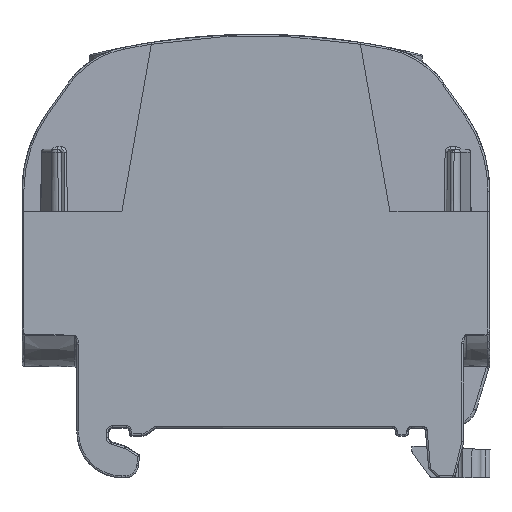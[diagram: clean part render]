
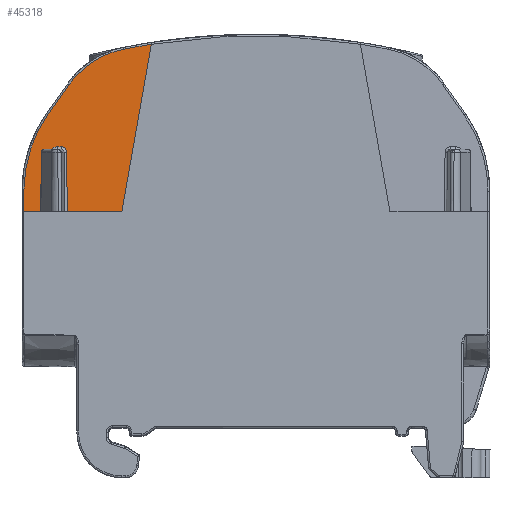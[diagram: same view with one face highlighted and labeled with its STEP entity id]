
A CAD part, left-side view. The second image highlights one B-rep face of the part: STEP entity #45318.
In plain terms, the highlighted planar face has unit normal (-1, 0, 0.004).
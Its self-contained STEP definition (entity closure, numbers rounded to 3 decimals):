
#45186=AXIS2_PLACEMENT_3D('Plane Axis2P3D',#45183,#45184,#45185) ;
#44862=CARTESIAN_POINT('Vertex',(6.959,37.649,48.192)) ;
#44865=CARTESIAN_POINT('Line Origine',(6.926,39.288,38.896)) ;
#44869=CARTESIAN_POINT('Vertex',(6.894,40.927,29.6)) ;
#45183=CARTESIAN_POINT('Axis2P3D Location',(6.894,44.027,29.6)) ;
#45188=CARTESIAN_POINT('Line Origine',(6.905,48.899,32.803)) ;
#45192=CARTESIAN_POINT('Vertex',(6.894,48.927,29.6)) ;
#45194=CARTESIAN_POINT('Vertex',(6.916,48.871,36.006)) ;
#45198=CARTESIAN_POINT('Control Point',(6.916,48.871,36.006)) ;
#45199=CARTESIAN_POINT('Control Point',(6.917,48.87,36.094)) ;
#45200=CARTESIAN_POINT('Control Point',(6.917,48.858,36.181)) ;
#45201=CARTESIAN_POINT('Control Point',(6.917,48.833,36.266)) ;
#45202=CARTESIAN_POINT('Control Point',(6.918,48.761,36.428)) ;
#45203=CARTESIAN_POINT('Control Point',(6.918,48.648,36.564)) ;
#45204=CARTESIAN_POINT('Control Point',(6.919,48.582,36.624)) ;
#45205=CARTESIAN_POINT('Control Point',(6.919,48.447,36.717)) ;
#45206=CARTESIAN_POINT('Control Point',(6.919,48.294,36.773)) ;
#45207=CARTESIAN_POINT('Control Point',(6.919,48.221,36.79)) ;
#45208=CARTESIAN_POINT('Control Point',(6.919,48.146,36.799)) ;
#45209=CARTESIAN_POINT('Control Point',(6.919,48.071,36.799)) ;
#45210=CARTESIAN_POINT('Vertex',(6.919,48.071,36.799)) ;
#45213=CARTESIAN_POINT('Line Origine',(6.919,47.865,36.799)) ;
#45217=CARTESIAN_POINT('Vertex',(6.919,47.658,36.799)) ;
#45221=CARTESIAN_POINT('Control Point',(6.919,47.658,36.799)) ;
#45222=CARTESIAN_POINT('Control Point',(6.919,47.583,36.799)) ;
#45223=CARTESIAN_POINT('Control Point',(6.919,47.508,36.787)) ;
#45224=CARTESIAN_POINT('Control Point',(6.919,47.435,36.764)) ;
#45225=CARTESIAN_POINT('Control Point',(6.919,47.3,36.695)) ;
#45226=CARTESIAN_POINT('Control Point',(6.918,47.192,36.589)) ;
#45227=CARTESIAN_POINT('Control Point',(6.918,47.147,36.527)) ;
#45228=CARTESIAN_POINT('Control Point',(6.918,47.094,36.426)) ;
#45229=CARTESIAN_POINT('Control Point',(6.917,47.067,36.317)) ;
#45230=CARTESIAN_POINT('Control Point',(6.917,47.061,36.279)) ;
#45231=CARTESIAN_POINT('Control Point',(6.917,47.058,36.242)) ;
#45232=CARTESIAN_POINT('Control Point',(6.917,47.057,36.204)) ;
#45233=CARTESIAN_POINT('Vertex',(6.917,47.057,36.204)) ;
#45236=CARTESIAN_POINT('Line Origine',(6.906,47.029,32.902)) ;
#45240=CARTESIAN_POINT('Vertex',(6.894,47.001,29.6)) ;
#45243=CARTESIAN_POINT('Line Origine',(6.894,43.964,29.6)) ;
#45249=CARTESIAN_POINT('Control Point',(6.957,40.737,47.64)) ;
#45250=CARTESIAN_POINT('Control Point',(6.957,40.122,47.763)) ;
#45251=CARTESIAN_POINT('Control Point',(6.958,39.505,47.88)) ;
#45252=CARTESIAN_POINT('Control Point',(6.958,38.888,47.991)) ;
#45253=CARTESIAN_POINT('Control Point',(6.959,38.269,48.095)) ;
#45254=CARTESIAN_POINT('Control Point',(6.959,37.649,48.192)) ;
#45255=CARTESIAN_POINT('Vertex',(6.957,40.737,47.64)) ;
#45259=CARTESIAN_POINT('Control Point',(6.943,46.838,43.652)) ;
#45260=CARTESIAN_POINT('Control Point',(6.946,46.31,44.406)) ;
#45261=CARTESIAN_POINT('Control Point',(6.948,45.694,45.098)) ;
#45262=CARTESIAN_POINT('Control Point',(6.95,44.999,45.714)) ;
#45263=CARTESIAN_POINT('Control Point',(6.953,43.764,46.572)) ;
#45264=CARTESIAN_POINT('Control Point',(6.955,42.395,47.179)) ;
#45265=CARTESIAN_POINT('Control Point',(6.956,41.853,47.373)) ;
#45266=CARTESIAN_POINT('Control Point',(6.957,41.299,47.527)) ;
#45267=CARTESIAN_POINT('Control Point',(6.957,40.737,47.64)) ;
#45268=CARTESIAN_POINT('Vertex',(6.943,46.838,43.652)) ;
#45271=CARTESIAN_POINT('Line Origine',(6.937,47.994,42.001)) ;
#45275=CARTESIAN_POINT('Vertex',(6.932,49.151,40.349)) ;
#45279=CARTESIAN_POINT('Control Point',(6.902,51.827,31.86)) ;
#45280=CARTESIAN_POINT('Control Point',(6.907,51.827,33.368)) ;
#45281=CARTESIAN_POINT('Control Point',(6.912,51.635,34.876)) ;
#45282=CARTESIAN_POINT('Control Point',(6.918,51.251,36.351)) ;
#45283=CARTESIAN_POINT('Control Point',(6.923,50.57,38.042)) ;
#45284=CARTESIAN_POINT('Control Point',(6.929,49.649,39.598)) ;
#45285=CARTESIAN_POINT('Control Point',(6.93,49.489,39.853)) ;
#45286=CARTESIAN_POINT('Control Point',(6.931,49.323,40.103)) ;
#45287=CARTESIAN_POINT('Control Point',(6.932,49.151,40.349)) ;
#45288=CARTESIAN_POINT('Vertex',(6.902,51.827,31.86)) ;
#45291=CARTESIAN_POINT('Line Origine',(6.898,51.827,30.73)) ;
#45295=CARTESIAN_POINT('Vertex',(6.894,51.827,29.6)) ;
#45298=CARTESIAN_POINT('Line Origine',(6.894,50.377,29.6)) ;
#44866=DIRECTION('Vector Direction',(0.003,-0.174,0.985)) ;
#45184=DIRECTION('Axis2P3D Direction',(1.,0.,-0.003)) ;
#45185=DIRECTION('Axis2P3D XDirection',(0.,-1.,0.)) ;
#45189=DIRECTION('Vector Direction',(0.003,-0.009,1.)) ;
#45214=DIRECTION('Vector Direction',(0.,-1.,0.)) ;
#45237=DIRECTION('Vector Direction',(0.003,0.009,1.)) ;
#45244=DIRECTION('Vector Direction',(0.,-1.,0.)) ;
#45272=DIRECTION('Vector Direction',(0.003,-0.574,0.819)) ;
#45292=DIRECTION('Vector Direction',(0.003,0.,1.)) ;
#45299=DIRECTION('Vector Direction',(0.,-1.,0.)) ;
#44867=VECTOR('Line Direction',#44866,1.) ;
#45190=VECTOR('Line Direction',#45189,1.) ;
#45215=VECTOR('Line Direction',#45214,1.) ;
#45238=VECTOR('Line Direction',#45237,1.) ;
#45245=VECTOR('Line Direction',#45244,1.) ;
#45273=VECTOR('Line Direction',#45272,1.) ;
#45293=VECTOR('Line Direction',#45292,1.) ;
#45300=VECTOR('Line Direction',#45299,1.) ;
#45304=ORIENTED_EDGE('',*,*,#45196,.T.) ;
#45305=ORIENTED_EDGE('',*,*,#45212,.T.) ;
#45306=ORIENTED_EDGE('',*,*,#45219,.T.) ;
#45307=ORIENTED_EDGE('',*,*,#45235,.T.) ;
#45308=ORIENTED_EDGE('',*,*,#45242,.T.) ;
#45309=ORIENTED_EDGE('',*,*,#45247,.T.) ;
#45310=ORIENTED_EDGE('',*,*,#44871,.T.) ;
#45311=ORIENTED_EDGE('',*,*,#45257,.F.) ;
#45312=ORIENTED_EDGE('',*,*,#45270,.F.) ;
#45313=ORIENTED_EDGE('',*,*,#45277,.F.) ;
#45314=ORIENTED_EDGE('',*,*,#45290,.F.) ;
#45315=ORIENTED_EDGE('',*,*,#45297,.F.) ;
#45316=ORIENTED_EDGE('',*,*,#45302,.T.) ;
#45318=ADVANCED_FACE('GEHAUESE',(#45317),#45187,.F.) ;
#45197=B_SPLINE_CURVE_WITH_KNOTS('',5,(#45198,#45199,#45200,#45201,#45202,#45203,#45204,#45205,#45206,#45207,#45208,#45209),.UNSPECIFIED.,.F.,.U.,(6,3,3,6),(0.,0.621,1.243,1.772),.UNSPECIFIED.) ;
#45220=B_SPLINE_CURVE_WITH_KNOTS('',5,(#45221,#45222,#45223,#45224,#45225,#45226,#45227,#45228,#45229,#45230,#45231,#45232),.UNSPECIFIED.,.F.,.U.,(6,3,3,6),(0.,0.532,1.064,1.33),.UNSPECIFIED.) ;
#45248=B_SPLINE_CURVE_WITH_KNOTS('',5,(#45249,#45250,#45251,#45252,#45253,#45254),.UNSPECIFIED.,.F.,.U.,(6,6),(0.,4.437),.UNSPECIFIED.) ;
#45258=B_SPLINE_CURVE_WITH_KNOTS('',5,(#45259,#45260,#45261,#45262,#45263,#45264,#45265,#45266,#45267),.UNSPECIFIED.,.F.,.U.,(6,3,6),(0.,6.518,10.579),.UNSPECIFIED.) ;
#45278=B_SPLINE_CURVE_WITH_KNOTS('',5,(#45279,#45280,#45281,#45282,#45283,#45284,#45285,#45286,#45287),.UNSPECIFIED.,.F.,.U.,(6,3,6),(0.,10.685,12.814),.UNSPECIFIED.) ;
#44871=EDGE_CURVE('',#44870,#44863,#44868,.T.) ;
#45196=EDGE_CURVE('',#45193,#45195,#45191,.T.) ;
#45212=EDGE_CURVE('',#45195,#45211,#45197,.T.) ;
#45219=EDGE_CURVE('',#45211,#45218,#45216,.T.) ;
#45235=EDGE_CURVE('',#45218,#45234,#45220,.T.) ;
#45242=EDGE_CURVE('',#45234,#45241,#45239,.F.) ;
#45247=EDGE_CURVE('',#45241,#44870,#45246,.T.) ;
#45257=EDGE_CURVE('',#45256,#44863,#45248,.T.) ;
#45270=EDGE_CURVE('',#45269,#45256,#45258,.T.) ;
#45277=EDGE_CURVE('',#45276,#45269,#45274,.T.) ;
#45290=EDGE_CURVE('',#45289,#45276,#45278,.T.) ;
#45297=EDGE_CURVE('',#45296,#45289,#45294,.T.) ;
#45302=EDGE_CURVE('',#45296,#45193,#45301,.T.) ;
#45303=EDGE_LOOP('',(#45304,#45305,#45306,#45307,#45308,#45309,#45310,#45311,#45312,#45313,#45314,#45315,#45316)) ;
#45317=FACE_OUTER_BOUND('',#45303,.T.) ;
#44868=LINE('Line',#44865,#44867) ;
#45191=LINE('Line',#45188,#45190) ;
#45216=LINE('Line',#45213,#45215) ;
#45239=LINE('Line',#45236,#45238) ;
#45246=LINE('Line',#45243,#45245) ;
#45274=LINE('Line',#45271,#45273) ;
#45294=LINE('Line',#45291,#45293) ;
#45301=LINE('Line',#45298,#45300) ;
#45187=PLANE('',#45186) ;
#44863=VERTEX_POINT('',#44862) ;
#44870=VERTEX_POINT('',#44869) ;
#45193=VERTEX_POINT('',#45192) ;
#45195=VERTEX_POINT('',#45194) ;
#45211=VERTEX_POINT('',#45210) ;
#45218=VERTEX_POINT('',#45217) ;
#45234=VERTEX_POINT('',#45233) ;
#45241=VERTEX_POINT('',#45240) ;
#45256=VERTEX_POINT('',#45255) ;
#45269=VERTEX_POINT('',#45268) ;
#45276=VERTEX_POINT('',#45275) ;
#45289=VERTEX_POINT('',#45288) ;
#45296=VERTEX_POINT('',#45295) ;
